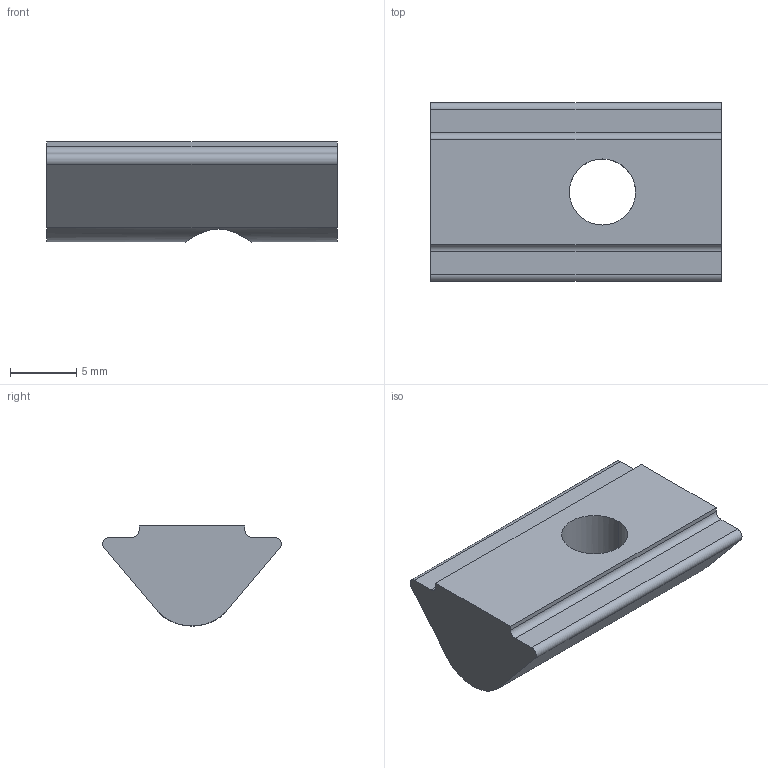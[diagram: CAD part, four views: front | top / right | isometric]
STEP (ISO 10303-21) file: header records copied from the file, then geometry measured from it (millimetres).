
FILE_DESCRIPTION((''),'2;1');
FILE_NAME('SV2100V.stp','2009-11-25T09:48:42',(''),(''),'Mechanical Desktop 2007','Mechanical Desktop 2007',', , ');
FILE_SCHEMA(('CONFIG_CONTROL_DESIGN'));
Length unit declared in the file: millimetre
Products named in the file (1): SV2100V
Bounding box: 22 x 13.5 x 7.57 mm (x, y, z)
Volume: 1311.1 mm3; surface area: 959.4 mm2
Topology: 1 solids, 1 shells, 16 faces, 43 edges, 29 vertices
Faces by surface type: plane 9, cylinder 7
Entity records: 667 total; most frequent: CARTESIAN_POINT 156, DIRECTION 86, ORIENTED_EDGE 86, EDGE_CURVE 43, AXIS2_PLACEMENT_3D 29, VERTEX_POINT 29, VECTOR 28, LINE 28
